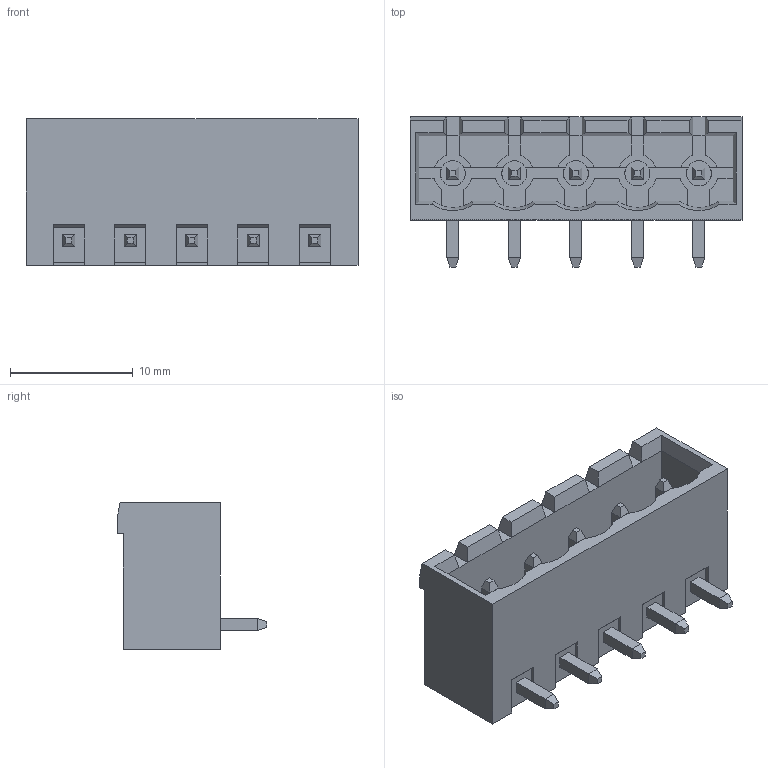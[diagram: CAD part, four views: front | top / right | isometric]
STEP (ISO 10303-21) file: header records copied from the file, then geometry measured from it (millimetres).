
FILE_DESCRIPTION((''),'2;1');
FILE_NAME('395221005','2015-02-09T',('me'),(''),'PRO/ENGINEER BY PARAMETRIC TECHNOLOGY CORPORATION, 2011490','PRO/ENGINEER BY PARAMETRIC TECHNOLOGY CORPORATION, 2011490','');
FILE_SCHEMA(('CONFIG_CONTROL_DESIGN'));
Length unit declared in the file: inch
Products named in the file (1): 395221005
Bounding box: 27 x 12.19 x 11.94 mm (x, y, z)
Volume: 1374.5 mm3; surface area: 2105.6 mm2
Topology: 1 solids, 1 shells, 271 faces, 718 edges, 464 vertices
Faces by surface type: plane 231, cylinder 35, cone 5
Entity records: 8254 total; most frequent: CARTESIAN_POINT 1459, ORIENTED_EDGE 1406, DIRECTION 1357, EDGE_CURVE 703, VECTOR 603, LINE 603, VERTEX_POINT 444, AXIS2_PLACEMENT_3D 377
